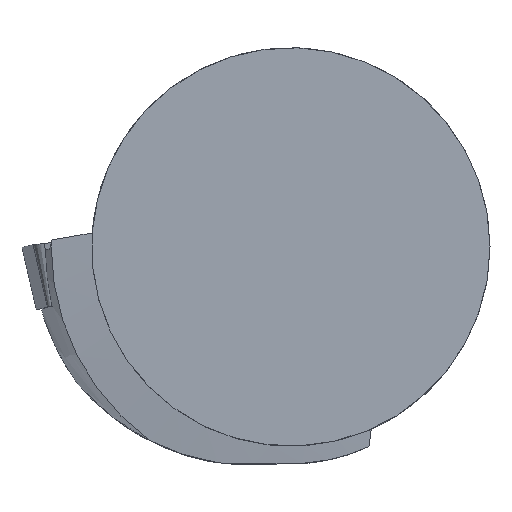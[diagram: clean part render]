
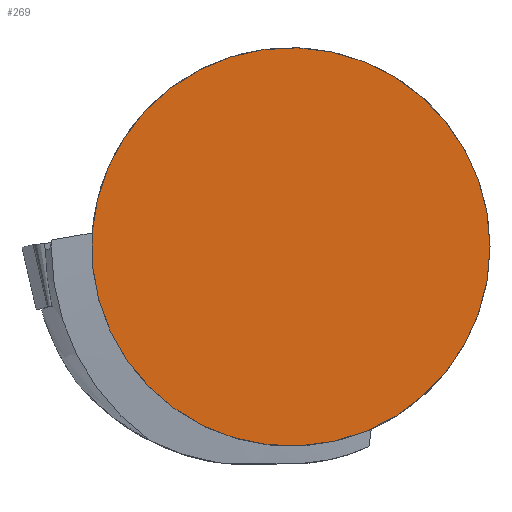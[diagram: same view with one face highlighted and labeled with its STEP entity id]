
A CAD part, top view. The second image highlights one B-rep face of the part: STEP entity #269.
In plain terms, the highlighted face is planar.
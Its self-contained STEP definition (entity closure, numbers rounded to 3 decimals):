
#121=PLANE('',#901);
#232=FACE_OUTER_BOUND('',#361,.T.);
#269=ADVANCED_FACE('',(#232),#121,.T.);
#361=EDGE_LOOP('',(#543));
#385=CIRCLE('',#854,12.5);
#543=ORIENTED_EDGE('',*,*,#677,.T.);
#610=VERTEX_POINT('',#1192);
#677=EDGE_CURVE('',#610,#610,#385,.T.);
#854=AXIS2_PLACEMENT_3D('',#1191,#953,#954);
#901=AXIS2_PLACEMENT_3D('',#1442,#1068,#1069);
#953=DIRECTION('',(0.,0.,-1.));
#954=DIRECTION('',(-1.,0.,0.));
#1068=DIRECTION('',(0.,0.,-1.));
#1069=DIRECTION('',(-1.,0.,0.));
#1191=CARTESIAN_POINT('',(0.,0.,0.));
#1192=CARTESIAN_POINT('',(-12.5,0.,0.));
#1442=CARTESIAN_POINT('',(0.,0.,0.));
